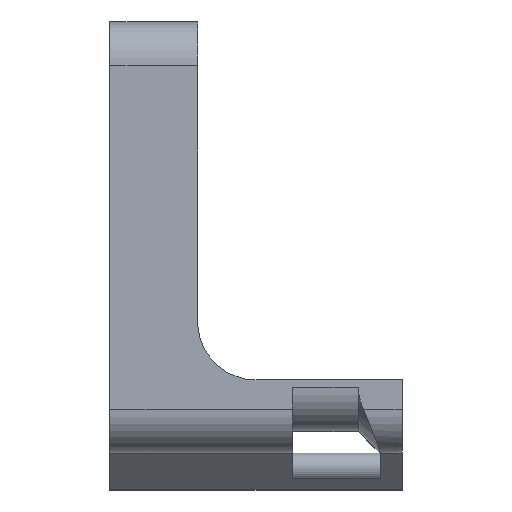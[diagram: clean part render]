
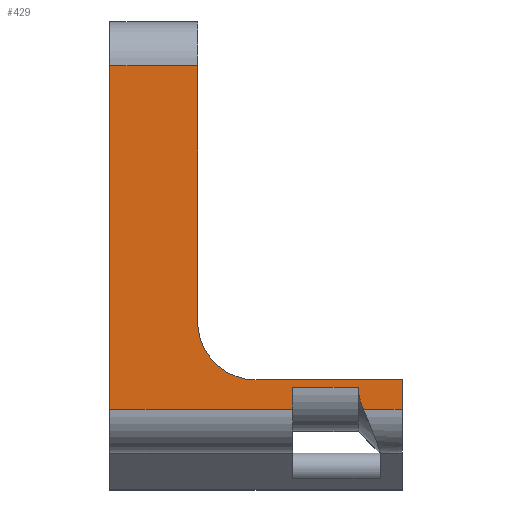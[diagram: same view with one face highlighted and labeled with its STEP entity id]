
A CAD part, top view. The second image highlights one B-rep face of the part: STEP entity #429.
In plain terms, the highlighted planar face has unit normal (0, 0, 1).
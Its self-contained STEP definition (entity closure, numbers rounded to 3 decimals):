
#11 = DIRECTION ( 'NONE',  ( 0., 0., -1. ) ) ;
#12 = ORIENTED_EDGE ( 'NONE', *, *, #527, .T. ) ;
#46 = CARTESIAN_POINT ( 'NONE',  ( 4., 17.5, 21. ) ) ;
#69 = ORIENTED_EDGE ( 'NONE', *, *, #113, .T. ) ;
#91 = DIRECTION ( 'NONE',  ( -1., 0., 0. ) ) ;
#113 = EDGE_CURVE ( 'NONE', #982, #720, #1285, .T. ) ;
#132 = EDGE_CURVE ( 'NONE', #1560, #1495, #816, .T. ) ;
#139 = CARTESIAN_POINT ( 'NONE',  ( 11.354, -6., 21. ) ) ;
#162 = DIRECTION ( 'NONE',  ( 0., 0., -1. ) ) ;
#167 = VECTOR ( 'NONE', #1647, 1000. ) ;
#189 = LINE ( 'NONE', #1118, #434 ) ;
#192 = EDGE_CURVE ( 'NONE', #843, #463, #1406, .T. ) ;
#193 = EDGE_CURVE ( 'NONE', #720, #843, #1266, .T. ) ;
#264 = VECTOR ( 'NONE', #653, 1000. ) ;
#279 = AXIS2_PLACEMENT_3D ( 'NONE', #1569, #11, #794 ) ;
#291 = CARTESIAN_POINT ( 'NONE',  ( 6.5, -4.5, 21. ) ) ;
#299 = ORIENTED_EDGE ( 'NONE', *, *, #1096, .T. ) ;
#300 = AXIS2_PLACEMENT_3D ( 'NONE', #680, #162, #920 ) ;
#346 = LINE ( 'NONE', #526, #264 ) ;
#354 = ORIENTED_EDGE ( 'NONE', *, *, #192, .T. ) ;
#386 = CARTESIAN_POINT ( 'NONE',  ( 4., -4., 21. ) ) ;
#416 = EDGE_CURVE ( 'NONE', #1495, #795, #461, .T. ) ;
#423 = ORIENTED_EDGE ( 'NONE', *, *, #1067, .F. ) ;
#429 = ADVANCED_FACE ( 'NONE', ( #1168 ), #1443, .F. ) ;
#434 = VECTOR ( 'NONE', #91, 1000. ) ;
#443 = CARTESIAN_POINT ( 'NONE',  ( -6., -6., 21. ) ) ;
#461 = LINE ( 'NONE', #932, #495 ) ;
#463 = VERTEX_POINT ( 'NONE', #961 ) ;
#495 = VECTOR ( 'NONE', #561, 1000. ) ;
#498 = CARTESIAN_POINT ( 'NONE',  ( 11., -4.5, 21. ) ) ;
#526 = CARTESIAN_POINT ( 'NONE',  ( 6.5, -9., 21. ) ) ;
#527 = EDGE_CURVE ( 'NONE', #795, #1115, #1016, .T. ) ;
#561 = DIRECTION ( 'NONE',  ( 1., 0., 0. ) ) ;
#640 = VERTEX_POINT ( 'NONE', #443 ) ;
#653 = DIRECTION ( 'NONE',  ( 0., -1., 0. ) ) ;
#673 = CARTESIAN_POINT ( 'NONE',  ( 11.158, -5.517, 21. ) ) ;
#680 = CARTESIAN_POINT ( 'NONE',  ( 4., 0., 21. ) ) ;
#683 = CARTESIAN_POINT ( 'NONE',  ( 4., -6., 21. ) ) ;
#715 = EDGE_CURVE ( 'NONE', #1115, #982, #189, .T. ) ;
#716 = VERTEX_POINT ( 'NONE', #1248 ) ;
#720 = VERTEX_POINT ( 'NONE', #1636 ) ;
#723 = LINE ( 'NONE', #291, #998 ) ;
#794 = DIRECTION ( 'NONE',  ( -1., 0., 0. ) ) ;
#795 = VERTEX_POINT ( 'NONE', #868 ) ;
#797 = ORIENTED_EDGE ( 'NONE', *, *, #416, .T. ) ;
#816 = B_SPLINE_CURVE_WITH_KNOTS ( 'NONE', 3,
 ( #1441, #922, #1178, #673, #1040, #139 ),
 .UNSPECIFIED., .F., .F.,
 ( 4, 2, 4 ),
 ( 0., 0.001, 0.002 ),
 .UNSPECIFIED. ) ;
#821 = CARTESIAN_POINT ( 'NONE',  ( 0., 0., 21. ) ) ;
#843 = VERTEX_POINT ( 'NONE', #1258 ) ;
#868 = CARTESIAN_POINT ( 'NONE',  ( 14., -6., 21. ) ) ;
#869 = EDGE_CURVE ( 'NONE', #463, #640, #1204, .T. ) ;
#899 = EDGE_LOOP ( 'NONE', ( #1103, #354, #1173, #299, #423, #1417, #1351, #797, #12, #974, #69 ) ) ;
#920 = DIRECTION ( 'NONE',  ( -1., 0., 0. ) ) ;
#922 = CARTESIAN_POINT ( 'NONE',  ( 11., -4.761, 21. ) ) ;
#932 = CARTESIAN_POINT ( 'NONE',  ( 4., -6., 21. ) ) ;
#942 = VECTOR ( 'NONE', #1339, 1000. ) ;
#947 = DIRECTION ( 'NONE',  ( 1., 0., 0. ) ) ;
#961 = CARTESIAN_POINT ( 'NONE',  ( -6., 17.5, 21. ) ) ;
#974 = ORIENTED_EDGE ( 'NONE', *, *, #715, .T. ) ;
#975 = CARTESIAN_POINT ( 'NONE',  ( 14., -9., 21. ) ) ;
#982 = VERTEX_POINT ( 'NONE', #386 ) ;
#998 = VECTOR ( 'NONE', #947, 1000. ) ;
#1002 = VECTOR ( 'NONE', #1322, 1000. ) ;
#1014 = LINE ( 'NONE', #683, #1401 ) ;
#1016 = LINE ( 'NONE', #975, #1427 ) ;
#1037 = CARTESIAN_POINT ( 'NONE',  ( 11.354, -6., 21. ) ) ;
#1040 = CARTESIAN_POINT ( 'NONE',  ( 11.248, -5.762, 21. ) ) ;
#1067 = EDGE_CURVE ( 'NONE', #716, #1320, #346, .T. ) ;
#1090 = CARTESIAN_POINT ( 'NONE',  ( 6.5, -6., 21. ) ) ;
#1096 = EDGE_CURVE ( 'NONE', #640, #1320, #1014, .T. ) ;
#1103 = ORIENTED_EDGE ( 'NONE', *, *, #193, .T. ) ;
#1106 = EDGE_CURVE ( 'NONE', #716, #1560, #723, .T. ) ;
#1115 = VERTEX_POINT ( 'NONE', #1574 ) ;
#1118 = CARTESIAN_POINT ( 'NONE',  ( 14., -4., 21. ) ) ;
#1134 = CARTESIAN_POINT ( 'NONE',  ( -6., 20.5, 21. ) ) ;
#1168 = FACE_OUTER_BOUND ( 'NONE', #899, .T. ) ;
#1173 = ORIENTED_EDGE ( 'NONE', *, *, #869, .T. ) ;
#1178 = CARTESIAN_POINT ( 'NONE',  ( 11.034, -5.016, 21. ) ) ;
#1204 = LINE ( 'NONE', #1134, #167 ) ;
#1248 = CARTESIAN_POINT ( 'NONE',  ( 6.5, -4.5, 21. ) ) ;
#1258 = CARTESIAN_POINT ( 'NONE',  ( 0., 17.5, 21. ) ) ;
#1266 = LINE ( 'NONE', #821, #942 ) ;
#1285 = CIRCLE ( 'NONE', #279, 4. ) ;
#1320 = VERTEX_POINT ( 'NONE', #1090 ) ;
#1322 = DIRECTION ( 'NONE',  ( -1., 0., 0. ) ) ;
#1339 = DIRECTION ( 'NONE',  ( 0., 1., 0. ) ) ;
#1351 = ORIENTED_EDGE ( 'NONE', *, *, #132, .T. ) ;
#1401 = VECTOR ( 'NONE', #1452, 1000. ) ;
#1406 = LINE ( 'NONE', #46, #1002 ) ;
#1417 = ORIENTED_EDGE ( 'NONE', *, *, #1106, .T. ) ;
#1427 = VECTOR ( 'NONE', #1585, 1000. ) ;
#1441 = CARTESIAN_POINT ( 'NONE',  ( 11., -4.5, 21. ) ) ;
#1443 = PLANE ( 'NONE',  #300 ) ;
#1452 = DIRECTION ( 'NONE',  ( 1., 0., 0. ) ) ;
#1495 = VERTEX_POINT ( 'NONE', #1037 ) ;
#1560 = VERTEX_POINT ( 'NONE', #498 ) ;
#1569 = CARTESIAN_POINT ( 'NONE',  ( 4., 0., 21. ) ) ;
#1574 = CARTESIAN_POINT ( 'NONE',  ( 14., -4., 21. ) ) ;
#1585 = DIRECTION ( 'NONE',  ( 0., 1., 0. ) ) ;
#1636 = CARTESIAN_POINT ( 'NONE',  ( 0., 0., 21. ) ) ;
#1647 = DIRECTION ( 'NONE',  ( 0., -1., 0. ) ) ;
